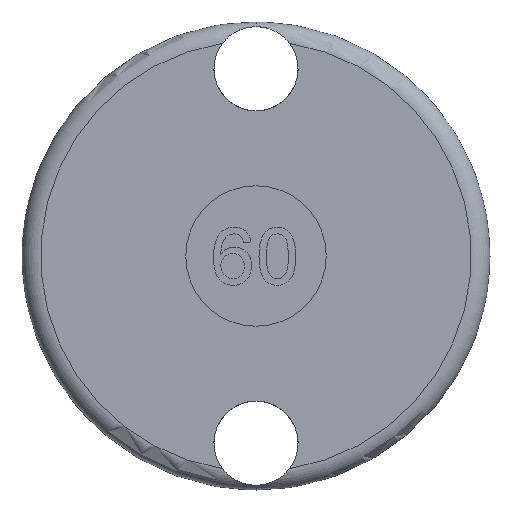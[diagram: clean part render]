
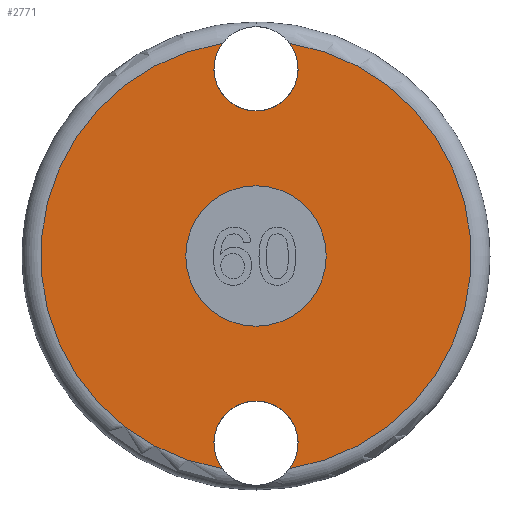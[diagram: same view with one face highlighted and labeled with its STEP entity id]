
A CAD part, front view. The second image highlights one B-rep face of the part: STEP entity #2771.
In plain terms, the highlighted planar face has unit normal (0, -1, 0).
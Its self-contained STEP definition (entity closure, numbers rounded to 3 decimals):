
#56 = ORIENTED_EDGE ( 'NONE', *, *, #2085, .F. ) ;
#90 = DIRECTION ( 'NONE',  ( 0., 1., 0. ) ) ;
#223 = CARTESIAN_POINT ( 'NONE',  ( 0., 0., 15.5 ) ) ;
#295 = CIRCLE ( 'NONE', #1561, 7.5 ) ;
#330 = DIRECTION ( 'NONE',  ( 0., 1., 0. ) ) ;
#403 = DIRECTION ( 'NONE',  ( 0., 0., -1. ) ) ;
#411 = DIRECTION ( 'NONE',  ( 0., -1., 0. ) ) ;
#458 = CARTESIAN_POINT ( 'NONE',  ( 0., 0., 0. ) ) ;
#484 = AXIS2_PLACEMENT_3D ( 'NONE', #2419, #3574, #3569 ) ;
#485 = VERTEX_POINT ( 'NONE', #3133 ) ;
#673 = CARTESIAN_POINT ( 'NONE',  ( 0., 0., 0. ) ) ;
#745 = CARTESIAN_POINT ( 'NONE',  ( 0., 0., 0. ) ) ;
#779 = CARTESIAN_POINT ( 'NONE',  ( -3.586, 0., -22.719 ) ) ;
#885 = CIRCLE ( 'NONE', #484, 4.5 ) ;
#899 = ORIENTED_EDGE ( 'NONE', *, *, #2464, .T. ) ;
#924 = ORIENTED_EDGE ( 'NONE', *, *, #2378, .F. ) ;
#940 = AXIS2_PLACEMENT_3D ( 'NONE', #1482, #3407, #1779 ) ;
#942 = DIRECTION ( 'NONE',  ( 0., -1., 0. ) ) ;
#951 = DIRECTION ( 'NONE',  ( 0., 0., -1. ) ) ;
#962 = VERTEX_POINT ( 'NONE', #1637 ) ;
#1069 = VERTEX_POINT ( 'NONE', #1311 ) ;
#1165 = PLANE ( 'NONE',  #940 ) ;
#1237 = AXIS2_PLACEMENT_3D ( 'NONE', #745, #3287, #1626 ) ;
#1285 = FACE_OUTER_BOUND ( 'NONE', #2917, .T. ) ;
#1311 = CARTESIAN_POINT ( 'NONE',  ( 0., 0., -7.5 ) ) ;
#1377 = CIRCLE ( 'NONE', #1814, 7.5 ) ;
#1482 = CARTESIAN_POINT ( 'NONE',  ( 7.5, 0., 0. ) ) ;
#1518 = DIRECTION ( 'NONE',  ( 0., 1., 0. ) ) ;
#1524 = AXIS2_PLACEMENT_3D ( 'NONE', #3190, #1518, #3433 ) ;
#1543 = AXIS2_PLACEMENT_3D ( 'NONE', #673, #2660, #951 ) ;
#1550 = AXIS2_PLACEMENT_3D ( 'NONE', #1799, #90, #2089 ) ;
#1561 = AXIS2_PLACEMENT_3D ( 'NONE', #2651, #942, #2901 ) ;
#1573 = EDGE_CURVE ( 'NONE', #3320, #485, #885, .T. ) ;
#1608 = AXIS2_PLACEMENT_3D ( 'NONE', #2023, #330, #2323 ) ;
#1626 = DIRECTION ( 'NONE',  ( 0., 0., -1. ) ) ;
#1637 = CARTESIAN_POINT ( 'NONE',  ( 0., 0., -15.5 ) ) ;
#1683 = ORIENTED_EDGE ( 'NONE', *, *, #2420, .T. ) ;
#1744 = VERTEX_POINT ( 'NONE', #2701 ) ;
#1779 = DIRECTION ( 'NONE',  ( 0., 0., -1. ) ) ;
#1794 = CIRCLE ( 'NONE', #1608, 4.5 ) ;
#1799 = CARTESIAN_POINT ( 'NONE',  ( 0., 0., 20. ) ) ;
#1814 = AXIS2_PLACEMENT_3D ( 'NONE', #458, #411, #403 ) ;
#1980 = FACE_BOUND ( 'NONE', #2472, .T. ) ;
#1991 = CARTESIAN_POINT ( 'NONE',  ( 3.586, 0., -22.719 ) ) ;
#2023 = CARTESIAN_POINT ( 'NONE',  ( 0., 0., -20. ) ) ;
#2045 = ORIENTED_EDGE ( 'NONE', *, *, #2300, .T. ) ;
#2085 = EDGE_CURVE ( 'NONE', #3302, #1069, #1377, .T. ) ;
#2089 = DIRECTION ( 'NONE',  ( 0., 0., 1. ) ) ;
#2124 = CIRCLE ( 'NONE', #1237, 23. ) ;
#2247 = ORIENTED_EDGE ( 'NONE', *, *, #1573, .T. ) ;
#2300 = EDGE_CURVE ( 'NONE', #3295, #962, #1794, .T. ) ;
#2323 = DIRECTION ( 'NONE',  ( 0., 0., 1. ) ) ;
#2378 = EDGE_CURVE ( 'NONE', #1069, #3302, #295, .T. ) ;
#2419 = CARTESIAN_POINT ( 'NONE',  ( 0., 0., 20. ) ) ;
#2420 = EDGE_CURVE ( 'NONE', #1744, #3320, #2478, .T. ) ;
#2450 = EDGE_CURVE ( 'NONE', #485, #3295, #2564, .T. ) ;
#2464 = EDGE_CURVE ( 'NONE', #962, #3360, #3093, .T. ) ;
#2472 = EDGE_LOOP ( 'NONE', ( #924, #56 ) ) ;
#2478 = CIRCLE ( 'NONE', #1550, 4.5 ) ;
#2515 = EDGE_CURVE ( 'NONE', #3360, #1744, #2124, .T. ) ;
#2564 = CIRCLE ( 'NONE', #1543, 23. ) ;
#2596 = ORIENTED_EDGE ( 'NONE', *, *, #2515, .T. ) ;
#2651 = CARTESIAN_POINT ( 'NONE',  ( 0., 0., 0. ) ) ;
#2660 = DIRECTION ( 'NONE',  ( 0., -1., 0. ) ) ;
#2701 = CARTESIAN_POINT ( 'NONE',  ( 3.586, 0., 22.719 ) ) ;
#2771 = ADVANCED_FACE ( 'NONE', ( #1285, #1980 ), #1165, .T. ) ;
#2901 = DIRECTION ( 'NONE',  ( 0., 0., -1. ) ) ;
#2917 = EDGE_LOOP ( 'NONE', ( #1683, #2247, #3128, #2045, #899, #2596 ) ) ;
#3093 = CIRCLE ( 'NONE', #1524, 4.5 ) ;
#3128 = ORIENTED_EDGE ( 'NONE', *, *, #2450, .T. ) ;
#3133 = CARTESIAN_POINT ( 'NONE',  ( -3.586, 0., 22.719 ) ) ;
#3190 = CARTESIAN_POINT ( 'NONE',  ( 0., 0., -20. ) ) ;
#3287 = DIRECTION ( 'NONE',  ( 0., -1., 0. ) ) ;
#3295 = VERTEX_POINT ( 'NONE', #779 ) ;
#3302 = VERTEX_POINT ( 'NONE', #3526 ) ;
#3320 = VERTEX_POINT ( 'NONE', #223 ) ;
#3360 = VERTEX_POINT ( 'NONE', #1991 ) ;
#3407 = DIRECTION ( 'NONE',  ( 0., -1., 0. ) ) ;
#3433 = DIRECTION ( 'NONE',  ( 0., 0., 1. ) ) ;
#3526 = CARTESIAN_POINT ( 'NONE',  ( 0., 0., 7.5 ) ) ;
#3569 = DIRECTION ( 'NONE',  ( 0., 0., 1. ) ) ;
#3574 = DIRECTION ( 'NONE',  ( 0., 1., 0. ) ) ;
